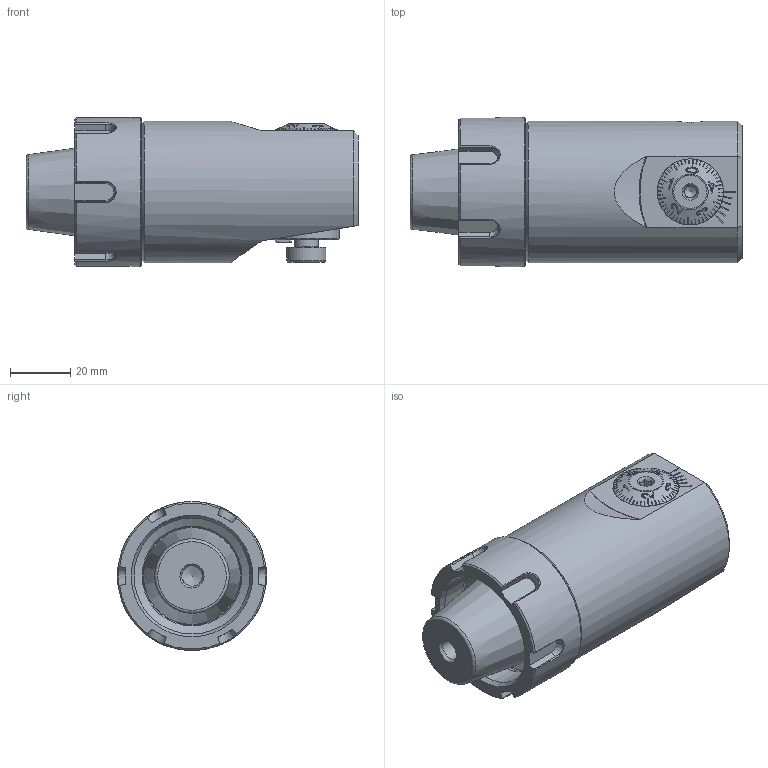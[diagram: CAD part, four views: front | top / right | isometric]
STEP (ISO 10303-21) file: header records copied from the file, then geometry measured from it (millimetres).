
FILE_DESCRIPTION (( 'STEP AP214' ), '1' );
FILE_NAME ('E32.F42.AA4.075.STEP', '2020-08-13T12:58:57', ( '' ), ( '' ), 'SwSTEP 2.0', 'SolidWorks 2017', '' );
FILE_SCHEMA (( 'AUTOMOTIVE_DESIGN' ));
Length unit declared in the file: millimetre
Products named in the file (21): A42-BG3.011.030_D; Fxx-MAB.xxx.xxx_A_F42; A42-BG2.012.005_A; ISO 4762 - M2 x 4; DIN 7984 - M8 x 12; Klebstoff D8; A42-BG2.013.005_B; F42-BG1.DA4.022; E32-F42.AA3.075_A_bohrungen gef〕lt; E32.F42.AA4.075; A42-BG1.012.006_B; F42-BG2.014.014_A; ISO 4026 - M8 x 8_f〉.step; PEF-DA3.010.032_A_F42; F42-BG1.DA3.022_A; DIN 3771 - 19x1.5; Sprengring_15.07.2011_003_Sprengring ›32; WCA-ER2.001.007_A; A42-BG2.011.014_C; DIN 3771 - 13x1; MSX-ER1.XXX.XXX_A_Mutter Spannzangenkegel E32
Assembly tree (21 placements, depth 3):
  E32.F42.AA4.075
    E32-F42.AA3.075_A_bohrungen gef〕lt
    F42-BG1.DA4.022
      F42-BG1.DA3.022_A
      A42-BG2.011.014_C
      A42-BG2.012.005_A
      A42-BG2.013.005_B
      F42-BG2.014.014_A
      A42-BG1.012.006_B
      DIN 3771 - 19x1.5
      Fxx-MAB.xxx.xxx_A_F42
    DIN 3771 - 13x1
    WCA-ER2.001.007_A
    Klebstoff D8
    A42-BG3.011.030_D
    DIN 7984 - M8 x 12
    PEF-DA3.010.032_A_F42
    ISO 4762 - M2 x 4  x2
    ISO 4026 - M8 x 8_f〉.step
    Sprengring_15.07.2011_003_Sprengring ›32
    MSX-ER1.XXX.XXX_A_Mutter Spannzangenkegel E32
Bounding box: 110.25 x 49.5 x 49.5 mm (x, y, z)
Volume: 153099.8 mm3; surface area: 42387 mm2
Topology: 32 solids, 32 shells, 778 faces, 1943 edges, 1257 vertices
Faces by surface type: plane 476, cone 127, cylinder 102, bspline 41, torus 31, sphere 1
Full cylindrical faces by diameter (mm): 1.9 x6, 2 x2, 2.1 x3, 2.5 x1, 3 x2, 3.2 x1, 3.3 x2, 3.8 x2, 3.9 x1, 4 x1, 4.15 x1, 4.2 x2, 6 x2, 6.8 x3, 7.95 x1, 8 x4, 8.5 x2, 8.6 x1, 9 x1, 9.4 x1, 9.8 x1, 10.4 x1, 10.95 x1, 11 x4, 13 x2, 13.3 x1, 18 x2, 18.45 x1, 21.9 x1, 21.98 x1
Entity records: 29907 total; most frequent: CARTESIAN_POINT 8246, ORIENTED_EDGE 3410, DIRECTION 3027, EDGE_CURVE 1705, VERTEX_POINT 1182, AXIS2_PLACEMENT_3D 1124, EDGE_LOOP 955, FACE_OUTER_BOUND 846
